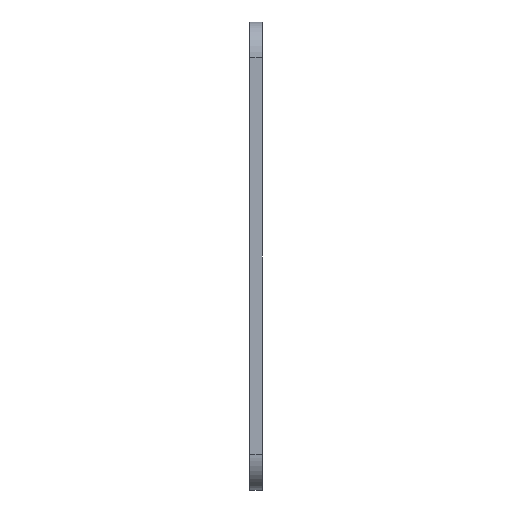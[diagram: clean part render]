
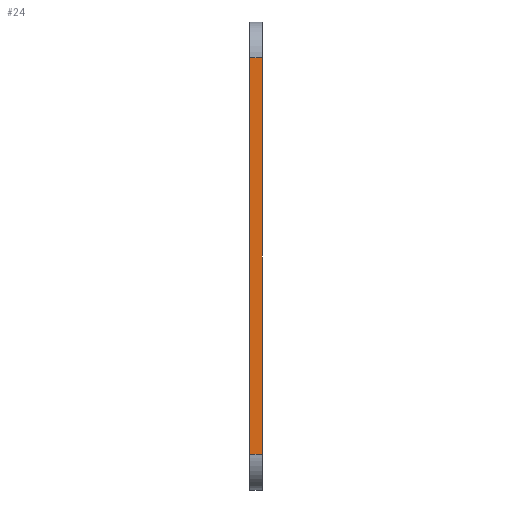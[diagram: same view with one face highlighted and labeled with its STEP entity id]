
A CAD part, left-side view. The second image highlights one B-rep face of the part: STEP entity #24.
In plain terms, the highlighted free-form (B-spline) face has degree [2, 1] with [3, 2] control points.
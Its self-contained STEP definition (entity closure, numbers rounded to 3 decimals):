
#24=ADVANCED_FACE('',(#78),#924,.T.);
#78=FACE_OUTER_BOUND('',#132,.T.);
#132=EDGE_LOOP('',(#200,#201,#202,#203));
#200=ORIENTED_EDGE('',*,*,#511,.T.);
#201=ORIENTED_EDGE('',*,*,#512,.T.);
#202=ORIENTED_EDGE('',*,*,#513,.F.);
#203=ORIENTED_EDGE('',*,*,#509,.F.);
#509=EDGE_CURVE('',#820,#821,#717,.T.);
#511=EDGE_CURVE('',#820,#822,#719,.T.);
#512=EDGE_CURVE('',#822,#823,#720,.T.);
#513=EDGE_CURVE('',#821,#823,#721,.T.);
#717=(
BOUNDED_CURVE()
B_SPLINE_CURVE(1,(#7087,#7088),.UNSPECIFIED.,.F.,.F.)
B_SPLINE_CURVE_WITH_KNOTS((2,2),(0.,1.522),.UNSPECIFIED.)
CURVE()
GEOMETRIC_REPRESENTATION_ITEM()
RATIONAL_B_SPLINE_CURVE((1.,1.))
REPRESENTATION_ITEM('')
);
#719=(
BOUNDED_CURVE()
B_SPLINE_CURVE(2,(#7092,#7093,#7094),.UNSPECIFIED.,.F.,.F.)
B_SPLINE_CURVE_WITH_KNOTS((3,3),(126.501,197.253),
 .UNSPECIFIED.)
CURVE()
GEOMETRIC_REPRESENTATION_ITEM()
RATIONAL_B_SPLINE_CURVE((1.,1.,1.))
REPRESENTATION_ITEM('')
);
#720=(
BOUNDED_CURVE()
B_SPLINE_CURVE(1,(#7095,#7096),.UNSPECIFIED.,.F.,.F.)
B_SPLINE_CURVE_WITH_KNOTS((2,2),(0.,1.522),.UNSPECIFIED.)
CURVE()
GEOMETRIC_REPRESENTATION_ITEM()
RATIONAL_B_SPLINE_CURVE((1.,1.))
REPRESENTATION_ITEM('')
);
#721=(
BOUNDED_CURVE()
B_SPLINE_CURVE(2,(#7097,#7098,#7099),.UNSPECIFIED.,.F.,.F.)
B_SPLINE_CURVE_WITH_KNOTS((3,3),(126.501,197.253),
 .UNSPECIFIED.)
CURVE()
GEOMETRIC_REPRESENTATION_ITEM()
RATIONAL_B_SPLINE_CURVE((1.,1.,1.))
REPRESENTATION_ITEM('')
);
#820=VERTEX_POINT('',#6974);
#821=VERTEX_POINT('',#6975);
#822=VERTEX_POINT('',#6976);
#823=VERTEX_POINT('',#6977);
#924=(
BOUNDED_SURFACE()
B_SPLINE_SURFACE(2,1,((#1084,#1085),(#1086,#1087),(#1088,#1089)),
 .UNSPECIFIED.,.F.,.F.,.F.)
B_SPLINE_SURFACE_WITH_KNOTS((3,3),(2,2),(126.501,197.253),
(0.,1.522),.UNSPECIFIED.)
GEOMETRIC_REPRESENTATION_ITEM()
RATIONAL_B_SPLINE_SURFACE(((1.,1.),(1.,1.),(1.,1.)))
REPRESENTATION_ITEM('')
SURFACE()
);
#1084=CARTESIAN_POINT('',(-64.655,112.672,-26.309));
#1085=CARTESIAN_POINT('',(-64.655,114.852,-26.309));
#1086=CARTESIAN_POINT('',(-64.655,112.672,9.067));
#1087=CARTESIAN_POINT('',(-64.655,114.852,9.067));
#1088=CARTESIAN_POINT('',(-64.655,112.672,44.444));
#1089=CARTESIAN_POINT('',(-64.655,114.852,44.444));
#6974=CARTESIAN_POINT('',(-64.655,112.672,-26.309));
#6975=CARTESIAN_POINT('',(-64.655,114.852,-26.309));
#6976=CARTESIAN_POINT('',(-64.655,112.672,44.444));
#6977=CARTESIAN_POINT('',(-64.655,114.852,44.444));
#7087=CARTESIAN_POINT('',(-64.655,112.672,-26.309));
#7088=CARTESIAN_POINT('',(-64.655,114.852,-26.309));
#7092=CARTESIAN_POINT('',(-64.655,112.672,-26.309));
#7093=CARTESIAN_POINT('',(-64.655,112.672,9.067));
#7094=CARTESIAN_POINT('',(-64.655,112.672,44.444));
#7095=CARTESIAN_POINT('',(-64.655,112.672,44.444));
#7096=CARTESIAN_POINT('',(-64.655,114.852,44.444));
#7097=CARTESIAN_POINT('',(-64.655,114.852,-26.309));
#7098=CARTESIAN_POINT('',(-64.655,114.852,9.067));
#7099=CARTESIAN_POINT('',(-64.655,114.852,44.444));
